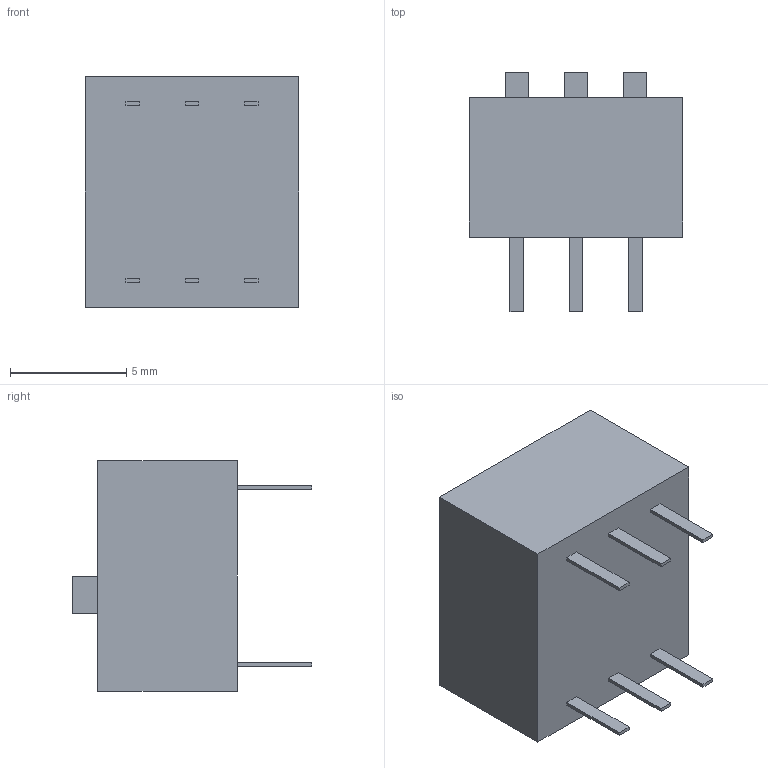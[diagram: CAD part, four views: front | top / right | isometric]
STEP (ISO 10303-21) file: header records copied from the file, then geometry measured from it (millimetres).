
FILE_DESCRIPTION(('STEP AP242'),'1');
FILE_NAME('a6e-3104.stp','2020-11-25T09:09:41',('TraceParts'),('TraceParts S.A.'),'Spatial InterOp 3D',' ',' ');
FILE_SCHEMA(('AP242_MANAGED_MODEL_BASED_3D_ENGINEERING_MIM_LF {1 0 10303 442 1 1 4}'));
Length unit declared in the file: millimetre
Products named in the file (1): a6e-3104
Bounding box: 9.18 x 10.3 x 9.9 mm (x, y, z)
Volume: 544.9 mm3; surface area: 499.9 mm2
Topology: 1 solids, 1 shells, 66 faces, 156 edges, 104 vertices
Faces by surface type: plane 66
Entity records: 3704 total; most frequent: CARTESIAN_POINT 327, STYLED_ITEM 326, PRESENTATION_STYLE_ASSIGNMENT 326, COLOUR_RGB 326, ORIENTED_EDGE 312, DIRECTION 290, EDGE_CURVE 156, CURVE_STYLE 156
